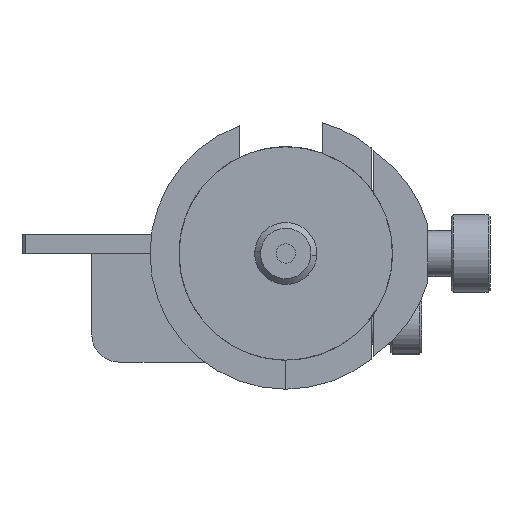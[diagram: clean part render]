
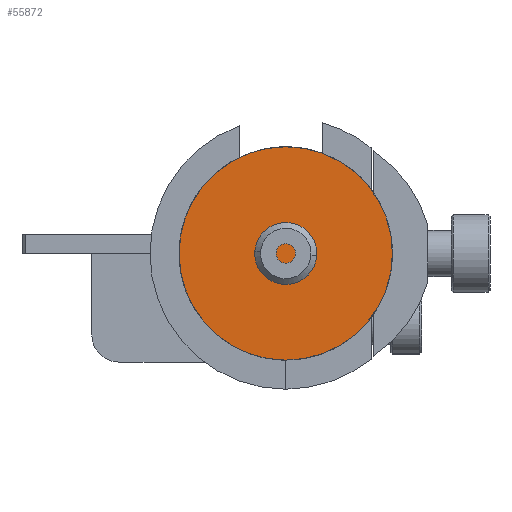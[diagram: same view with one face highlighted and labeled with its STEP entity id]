
A CAD part, front view. The second image highlights one B-rep face of the part: STEP entity #55872.
In plain terms, the highlighted face is planar.
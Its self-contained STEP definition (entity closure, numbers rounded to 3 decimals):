
#2074 = CARTESIAN_POINT ( 'NONE',  ( 20., 0., 0. ) ) ;
#3628 = EDGE_CURVE ( 'NONE', #33730, #60447, #69844, .T. ) ;
#9313 = DIRECTION ( 'NONE',  ( 0., 0., -1. ) ) ;
#10180 = CARTESIAN_POINT ( 'NONE',  ( 20., 0., 0. ) ) ;
#10266 = CARTESIAN_POINT ( 'NONE',  ( 20., 0., 27.5 ) ) ;
#11911 = AXIS2_PLACEMENT_3D ( 'NONE', #32394, #25466, #75896 ) ;
#15825 = AXIS2_PLACEMENT_3D ( 'NONE', #10180, #60624, #17470 ) ;
#16276 = ORIENTED_EDGE ( 'NONE', *, *, #3628, .F. ) ;
#17470 = DIRECTION ( 'NONE',  ( 0., 0., -1. ) ) ;
#22447 = ORIENTED_EDGE ( 'NONE', *, *, #67065, .F. ) ;
#25466 = DIRECTION ( 'NONE',  ( -1., 0., 0. ) ) ;
#30610 = FACE_OUTER_BOUND ( 'NONE', #62425, .T. ) ;
#32394 = CARTESIAN_POINT ( 'NONE',  ( 20., 27.5, 0. ) ) ;
#33730 = VERTEX_POINT ( 'NONE', #62768 ) ;
#52535 = DIRECTION ( 'NONE',  ( 1., 0., 0. ) ) ;
#54181 = PLANE ( 'NONE',  #11911 ) ;
#55872 = ADVANCED_FACE ( 'NONE', ( #30610 ), #54181, .T. ) ;
#60447 = VERTEX_POINT ( 'NONE', #10266 ) ;
#60624 = DIRECTION ( 'NONE',  ( 1., 0., 0. ) ) ;
#62425 = EDGE_LOOP ( 'NONE', ( #16276, #22447 ) ) ;
#62768 = CARTESIAN_POINT ( 'NONE',  ( 20., 0., -27.5 ) ) ;
#62984 = CIRCLE ( 'NONE', #67426, 27.5 ) ;
#67065 = EDGE_CURVE ( 'NONE', #60447, #33730, #62984, .T. ) ;
#67426 = AXIS2_PLACEMENT_3D ( 'NONE', #2074, #52535, #9313 ) ;
#69844 = CIRCLE ( 'NONE', #15825, 27.5 ) ;
#75896 = DIRECTION ( 'NONE',  ( 0., 0., 1. ) ) ;
